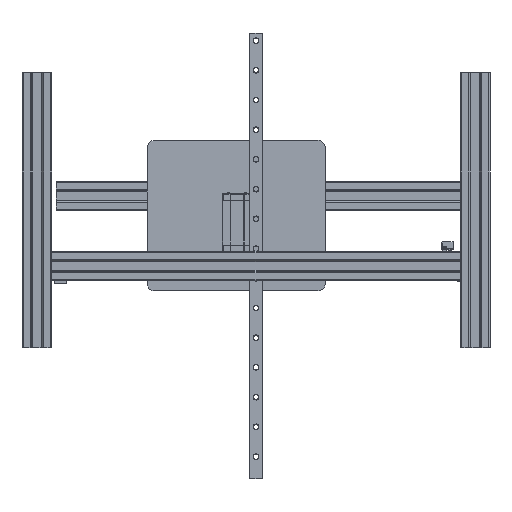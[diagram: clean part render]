
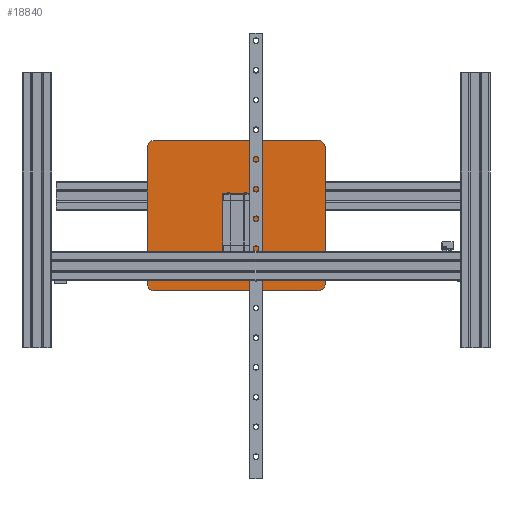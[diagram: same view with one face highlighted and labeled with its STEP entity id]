
A CAD part, front view. The second image highlights one B-rep face of the part: STEP entity #18840.
In plain terms, the highlighted planar face has unit normal (0, -1, 0).
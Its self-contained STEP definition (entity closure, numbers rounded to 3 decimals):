
#207 = CIRCLE ( 'NONE', #14267, 5. ) ;
#406 = CARTESIAN_POINT ( 'NONE',  ( -55., 0., -50.625 ) ) ;
#412 = DIRECTION ( 'NONE',  ( 0., 0., -1. ) ) ;
#1120 = CARTESIAN_POINT ( 'NONE',  ( 60., 0., 50.625 ) ) ;
#1667 = DIRECTION ( 'NONE',  ( 0., 0., -1. ) ) ;
#2387 = EDGE_CURVE ( 'NONE', #20597, #30659, #6729, .T. ) ;
#5135 = VERTEX_POINT ( 'NONE', #37128 ) ;
#6437 = CARTESIAN_POINT ( 'NONE',  ( -60., 0., -45.625 ) ) ;
#6496 = VERTEX_POINT ( 'NONE', #406 ) ;
#6729 = LINE ( 'NONE', #35794, #19400 ) ;
#7104 = DIRECTION ( 'NONE',  ( 0., 0., 1. ) ) ;
#7574 = VERTEX_POINT ( 'NONE', #10659 ) ;
#8451 = AXIS2_PLACEMENT_3D ( 'NONE', #14909, #9739, #20630 ) ;
#8988 = CARTESIAN_POINT ( 'NONE',  ( -60., 0., 45.625 ) ) ;
#9047 = LINE ( 'NONE', #17435, #28205 ) ;
#9067 = AXIS2_PLACEMENT_3D ( 'NONE', #34646, #17634, #412 ) ;
#9739 = DIRECTION ( 'NONE',  ( 0., -1., 0. ) ) ;
#10538 = EDGE_CURVE ( 'NONE', #20597, #6496, #36534, .T. ) ;
#10552 = ORIENTED_EDGE ( 'NONE', *, *, #29033, .F. ) ;
#10659 = CARTESIAN_POINT ( 'NONE',  ( -55., 0., 50.625 ) ) ;
#11286 = VERTEX_POINT ( 'NONE', #29016 ) ;
#11968 = DIRECTION ( 'NONE',  ( 1., 0., 0. ) ) ;
#12930 = CARTESIAN_POINT ( 'NONE',  ( 55., 0., -45.625 ) ) ;
#14267 = AXIS2_PLACEMENT_3D ( 'NONE', #12930, #27453, #15613 ) ;
#14705 = PLANE ( 'NONE',  #8451 ) ;
#14909 = CARTESIAN_POINT ( 'NONE',  ( 0., 0., 0. ) ) ;
#15063 = ORIENTED_EDGE ( 'NONE', *, *, #32564, .T. ) ;
#15491 = LINE ( 'NONE', #1120, #25798 ) ;
#15613 = DIRECTION ( 'NONE',  ( 0., 0., -1. ) ) ;
#15781 = EDGE_CURVE ( 'NONE', #7574, #11286, #28788, .T. ) ;
#17435 = CARTESIAN_POINT ( 'NONE',  ( -60., 0., -50.625 ) ) ;
#17634 = DIRECTION ( 'NONE',  ( 0., -1., 0. ) ) ;
#18840 = ADVANCED_FACE ( 'NONE', ( #24253 ), #14705, .T. ) ;
#19400 = VECTOR ( 'NONE', #7104, 1000. ) ;
#19621 = DIRECTION ( 'NONE',  ( 0., 0., -1. ) ) ;
#19731 = CIRCLE ( 'NONE', #37445, 5. ) ;
#20033 = ORIENTED_EDGE ( 'NONE', *, *, #15781, .F. ) ;
#20290 = ORIENTED_EDGE ( 'NONE', *, *, #26219, .T. ) ;
#20597 = VERTEX_POINT ( 'NONE', #6437 ) ;
#20630 = DIRECTION ( 'NONE',  ( 0., 0., -1. ) ) ;
#20706 = DIRECTION ( 'NONE',  ( -1., 0., 0. ) ) ;
#23527 = EDGE_CURVE ( 'NONE', #25549, #6496, #9047, .T. ) ;
#24253 = FACE_OUTER_BOUND ( 'NONE', #25959, .T. ) ;
#24267 = DIRECTION ( 'NONE',  ( 0., 0., -1. ) ) ;
#25210 = CARTESIAN_POINT ( 'NONE',  ( 60., 0., -45.625 ) ) ;
#25549 = VERTEX_POINT ( 'NONE', #28840 ) ;
#25798 = VECTOR ( 'NONE', #24267, 1000. ) ;
#25928 = CARTESIAN_POINT ( 'NONE',  ( -60., 0., 50.625 ) ) ;
#25959 = EDGE_LOOP ( 'NONE', ( #29386, #35899, #35934, #35390, #10552, #20290, #20033, #15063 ) ) ;
#26114 = DIRECTION ( 'NONE',  ( 0., -1., 0. ) ) ;
#26219 = EDGE_CURVE ( 'NONE', #5135, #11286, #19731, .T. ) ;
#26447 = EDGE_CURVE ( 'NONE', #25549, #29116, #207, .T. ) ;
#27453 = DIRECTION ( 'NONE',  ( 0., -1., 0. ) ) ;
#28205 = VECTOR ( 'NONE', #20706, 1000. ) ;
#28435 = CARTESIAN_POINT ( 'NONE',  ( 55., 0., 45.625 ) ) ;
#28785 = CARTESIAN_POINT ( 'NONE',  ( -55., 0., 45.625 ) ) ;
#28788 = LINE ( 'NONE', #25928, #31054 ) ;
#28840 = CARTESIAN_POINT ( 'NONE',  ( 55., 0., -50.625 ) ) ;
#29016 = CARTESIAN_POINT ( 'NONE',  ( 55., 0., 50.625 ) ) ;
#29033 = EDGE_CURVE ( 'NONE', #5135, #29116, #15491, .T. ) ;
#29116 = VERTEX_POINT ( 'NONE', #25210 ) ;
#29386 = ORIENTED_EDGE ( 'NONE', *, *, #2387, .F. ) ;
#30074 = CIRCLE ( 'NONE', #36814, 5. ) ;
#30659 = VERTEX_POINT ( 'NONE', #8988 ) ;
#31054 = VECTOR ( 'NONE', #11968, 1000. ) ;
#32564 = EDGE_CURVE ( 'NONE', #7574, #30659, #30074, .T. ) ;
#34350 = DIRECTION ( 'NONE',  ( 0., -1., 0. ) ) ;
#34646 = CARTESIAN_POINT ( 'NONE',  ( -55., 0., -45.625 ) ) ;
#35390 = ORIENTED_EDGE ( 'NONE', *, *, #26447, .T. ) ;
#35794 = CARTESIAN_POINT ( 'NONE',  ( -60., 0., 50.625 ) ) ;
#35899 = ORIENTED_EDGE ( 'NONE', *, *, #10538, .T. ) ;
#35934 = ORIENTED_EDGE ( 'NONE', *, *, #23527, .F. ) ;
#36534 = CIRCLE ( 'NONE', #9067, 5. ) ;
#36814 = AXIS2_PLACEMENT_3D ( 'NONE', #28785, #26114, #19621 ) ;
#37128 = CARTESIAN_POINT ( 'NONE',  ( 60., 0., 45.625 ) ) ;
#37445 = AXIS2_PLACEMENT_3D ( 'NONE', #28435, #34350, #1667 ) ;
